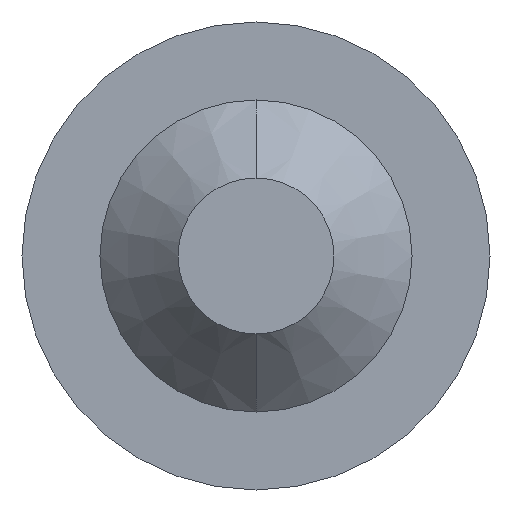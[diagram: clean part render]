
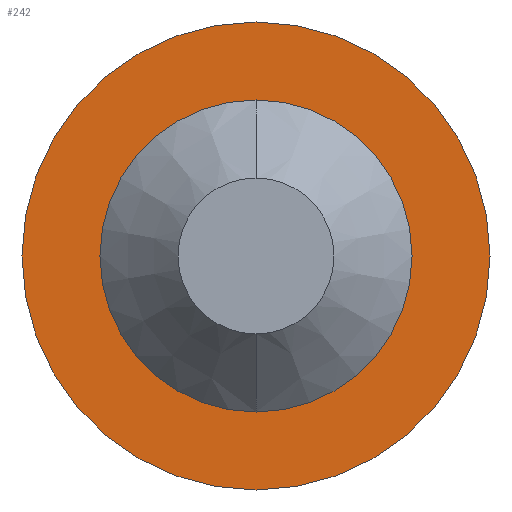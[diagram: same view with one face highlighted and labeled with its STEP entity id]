
A CAD part, front view. The second image highlights one B-rep face of the part: STEP entity #242.
In plain terms, the highlighted planar face has unit normal (0, -1, 0).
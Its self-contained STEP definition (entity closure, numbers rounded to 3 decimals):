
#4 = DIRECTION ( 'NONE',  ( 0., 0., -1. ) ) ;
#14 = EDGE_CURVE ( 'NONE', #357, #330, #46, .T. ) ;
#22 = AXIS2_PLACEMENT_3D ( 'NONE', #44, #238, #4 ) ;
#44 = CARTESIAN_POINT ( 'NONE',  ( 0., 7., 0. ) ) ;
#46 = CIRCLE ( 'NONE', #164, 1. ) ;
#47 = CARTESIAN_POINT ( 'NONE',  ( 0., 7., 1.5 ) ) ;
#48 = DIRECTION ( 'NONE',  ( 0., 0., -1. ) ) ;
#50 = ORIENTED_EDGE ( 'NONE', *, *, #14, .F. ) ;
#93 = CARTESIAN_POINT ( 'NONE',  ( 0., 7., -1.5 ) ) ;
#95 = FACE_BOUND ( 'NONE', #285, .T. ) ;
#96 = CARTESIAN_POINT ( 'NONE',  ( 1., 7., 0. ) ) ;
#97 = EDGE_CURVE ( 'NONE', #330, #357, #192, .T. ) ;
#122 = DIRECTION ( 'NONE',  ( 0., -1., 0. ) ) ;
#129 = EDGE_CURVE ( 'NONE', #255, #195, #313, .T. ) ;
#132 = CIRCLE ( 'NONE', #234, 1.5 ) ;
#143 = DIRECTION ( 'NONE',  ( 0., -1., 0. ) ) ;
#164 = AXIS2_PLACEMENT_3D ( 'NONE', #365, #143, #317 ) ;
#170 = EDGE_LOOP ( 'NONE', ( #272, #260 ) ) ;
#180 = DIRECTION ( 'NONE',  ( 0., 0., -1. ) ) ;
#188 = FACE_OUTER_BOUND ( 'NONE', #170, .T. ) ;
#192 = CIRCLE ( 'NONE', #329, 1. ) ;
#195 = VERTEX_POINT ( 'NONE', #93 ) ;
#217 = DIRECTION ( 'NONE',  ( 0., -1., 0. ) ) ;
#224 = ORIENTED_EDGE ( 'NONE', *, *, #97, .F. ) ;
#230 = EDGE_CURVE ( 'NONE', #195, #255, #132, .T. ) ;
#234 = AXIS2_PLACEMENT_3D ( 'NONE', #239, #122, #351 ) ;
#238 = DIRECTION ( 'NONE',  ( 0., -1., 0. ) ) ;
#239 = CARTESIAN_POINT ( 'NONE',  ( 0., 7., 0. ) ) ;
#242 = ADVANCED_FACE ( 'NONE', ( #188, #95 ), #353, .T. ) ;
#249 = AXIS2_PLACEMENT_3D ( 'NONE', #96, #217, #48 ) ;
#255 = VERTEX_POINT ( 'NONE', #47 ) ;
#260 = ORIENTED_EDGE ( 'NONE', *, *, #129, .T. ) ;
#261 = CARTESIAN_POINT ( 'NONE',  ( 0., 7., -1. ) ) ;
#272 = ORIENTED_EDGE ( 'NONE', *, *, #230, .T. ) ;
#285 = EDGE_LOOP ( 'NONE', ( #50, #224 ) ) ;
#291 = DIRECTION ( 'NONE',  ( 0., -1., 0. ) ) ;
#313 = CIRCLE ( 'NONE', #22, 1.5 ) ;
#317 = DIRECTION ( 'NONE',  ( 0., 0., -1. ) ) ;
#319 = CARTESIAN_POINT ( 'NONE',  ( 0., 7., 0. ) ) ;
#329 = AXIS2_PLACEMENT_3D ( 'NONE', #319, #291, #180 ) ;
#330 = VERTEX_POINT ( 'NONE', #364 ) ;
#351 = DIRECTION ( 'NONE',  ( 0., 0., -1. ) ) ;
#353 = PLANE ( 'NONE',  #249 ) ;
#357 = VERTEX_POINT ( 'NONE', #261 ) ;
#364 = CARTESIAN_POINT ( 'NONE',  ( 0., 7., 1. ) ) ;
#365 = CARTESIAN_POINT ( 'NONE',  ( 0., 7., 0. ) ) ;
